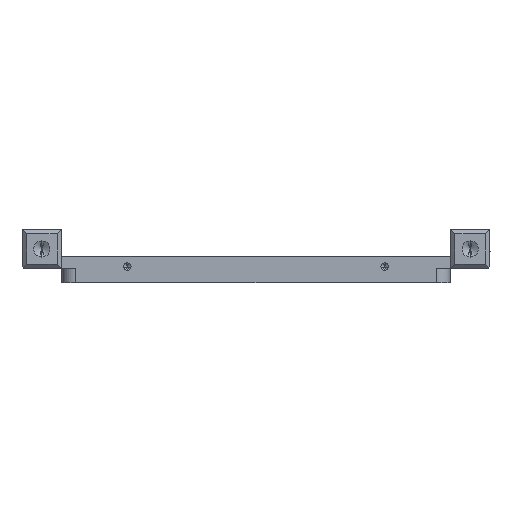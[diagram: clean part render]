
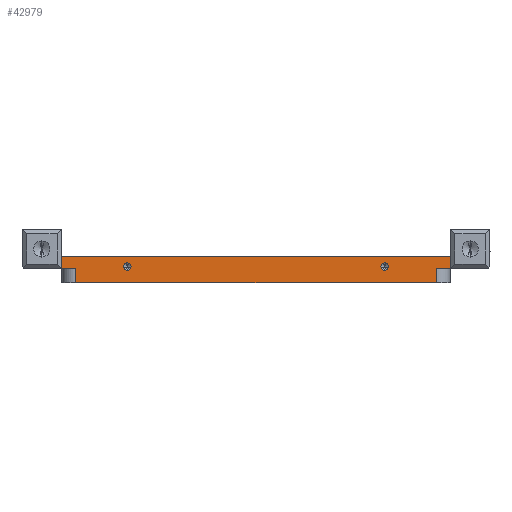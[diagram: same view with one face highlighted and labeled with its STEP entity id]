
A CAD part, front view. The second image highlights one B-rep face of the part: STEP entity #42979.
In plain terms, the highlighted planar face has unit normal (0, -1, 0).
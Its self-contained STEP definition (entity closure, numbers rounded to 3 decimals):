
#49 = EDGE_LOOP ( 'NONE', ( #30125, #9466, #39188, #34324, #7109, #22124, #354, #19525 ) ) ;
#338 = CIRCLE ( 'NONE', #34034, 0.8 ) ;
#354 = ORIENTED_EDGE ( 'NONE', *, *, #21065, .F. ) ;
#449 = DIRECTION ( 'NONE',  ( -1., 0., 0. ) ) ;
#496 = CARTESIAN_POINT ( 'NONE',  ( -41.5, -107., 2.6 ) ) ;
#881 = CARTESIAN_POINT ( 'NONE',  ( -27.5, -107., -0.3 ) ) ;
#883 = CARTESIAN_POINT ( 'NONE',  ( 27.5, -107., -0.3 ) ) ;
#1232 = EDGE_LOOP ( 'NONE', ( #40523, #32237 ) ) ;
#1410 = VERTEX_POINT ( 'NONE', #15082 ) ;
#1879 = CARTESIAN_POINT ( 'NONE',  ( 27.5, -107., 0.5 ) ) ;
#2237 = AXIS2_PLACEMENT_3D ( 'NONE', #4666, #30749, #34554 ) ;
#2303 = CIRCLE ( 'NONE', #22188, 0.8 ) ;
#2376 = VECTOR ( 'NONE', #18211, 1000. ) ;
#2945 = EDGE_CURVE ( 'NONE', #25604, #40460, #338, .T. ) ;
#4302 = VECTOR ( 'NONE', #40093, 1000. ) ;
#4384 = CARTESIAN_POINT ( 'NONE',  ( 38.5, -107., 0. ) ) ;
#4666 = CARTESIAN_POINT ( 'NONE',  ( -27.5, -107., 0.5 ) ) ;
#4727 = AXIS2_PLACEMENT_3D ( 'NONE', #8367, #7935, #37821 ) ;
#5347 = CARTESIAN_POINT ( 'NONE',  ( -27.5, -107., 1.3 ) ) ;
#5408 = EDGE_CURVE ( 'NONE', #21640, #19082, #17759, .T. ) ;
#6633 = AXIS2_PLACEMENT_3D ( 'NONE', #14069, #30909, #27416 ) ;
#6892 = VECTOR ( 'NONE', #36843, 1000. ) ;
#7109 = ORIENTED_EDGE ( 'NONE', *, *, #28761, .F. ) ;
#7192 = CARTESIAN_POINT ( 'NONE',  ( -41.5, -107., 0. ) ) ;
#7452 = VECTOR ( 'NONE', #20148, 1000. ) ;
#7935 = DIRECTION ( 'NONE',  ( 0., -1., 0. ) ) ;
#8174 = CIRCLE ( 'NONE', #6633, 0.8 ) ;
#8367 = CARTESIAN_POINT ( 'NONE',  ( 0., -107., 2.6 ) ) ;
#9466 = ORIENTED_EDGE ( 'NONE', *, *, #9700, .F. ) ;
#9700 = EDGE_CURVE ( 'NONE', #21640, #1410, #16725, .T. ) ;
#9968 = DIRECTION ( 'NONE',  ( 0., 0., 1. ) ) ;
#10441 = VECTOR ( 'NONE', #28433, 1000. ) ;
#11074 = LINE ( 'NONE', #19679, #38064 ) ;
#12549 = DIRECTION ( 'NONE',  ( 0., 0., -1. ) ) ;
#13385 = CARTESIAN_POINT ( 'NONE',  ( 27.5, -107., 1.3 ) ) ;
#13745 = CARTESIAN_POINT ( 'NONE',  ( 41.5, -107., 2.6 ) ) ;
#14069 = CARTESIAN_POINT ( 'NONE',  ( 27.5, -107., 0.5 ) ) ;
#14271 = LINE ( 'NONE', #41430, #2376 ) ;
#14752 = VERTEX_POINT ( 'NONE', #881 ) ;
#14774 = DIRECTION ( 'NONE',  ( 0., -1., 0. ) ) ;
#15082 = CARTESIAN_POINT ( 'NONE',  ( 41.5, -107., 0. ) ) ;
#15196 = EDGE_CURVE ( 'NONE', #19082, #24926, #20306, .T. ) ;
#15799 = LINE ( 'NONE', #25835, #7452 ) ;
#16725 = LINE ( 'NONE', #26311, #4302 ) ;
#17759 = LINE ( 'NONE', #18752, #33348 ) ;
#18211 = DIRECTION ( 'NONE',  ( -1., 0., 0. ) ) ;
#18395 = EDGE_CURVE ( 'NONE', #21045, #40578, #11074, .T. ) ;
#18752 = CARTESIAN_POINT ( 'NONE',  ( 0., -107., 2.6 ) ) ;
#19069 = CARTESIAN_POINT ( 'NONE',  ( -27.5, -107., 0.5 ) ) ;
#19082 = VERTEX_POINT ( 'NONE', #496 ) ;
#19182 = DIRECTION ( 'NONE',  ( -1., 0., 0. ) ) ;
#19525 = ORIENTED_EDGE ( 'NONE', *, *, #18395, .T. ) ;
#19679 = CARTESIAN_POINT ( 'NONE',  ( 38.5, -107., -3. ) ) ;
#20148 = DIRECTION ( 'NONE',  ( 0., 0., 1. ) ) ;
#20284 = CARTESIAN_POINT ( 'NONE',  ( 0., -107., -3. ) ) ;
#20306 = LINE ( 'NONE', #38463, #10441 ) ;
#20556 = ORIENTED_EDGE ( 'NONE', *, *, #40570, .F. ) ;
#21045 = VERTEX_POINT ( 'NONE', #23617 ) ;
#21065 = EDGE_CURVE ( 'NONE', #21045, #30979, #22465, .T. ) ;
#21080 = VERTEX_POINT ( 'NONE', #30011 ) ;
#21640 = VERTEX_POINT ( 'NONE', #13745 ) ;
#22124 = ORIENTED_EDGE ( 'NONE', *, *, #30084, .F. ) ;
#22188 = AXIS2_PLACEMENT_3D ( 'NONE', #19069, #42298, #12549 ) ;
#22465 = LINE ( 'NONE', #20284, #6892 ) ;
#23617 = CARTESIAN_POINT ( 'NONE',  ( 38.5, -107., -3. ) ) ;
#23770 = LINE ( 'NONE', #24031, #25325 ) ;
#24031 = CARTESIAN_POINT ( 'NONE',  ( 0., -107., 0. ) ) ;
#24192 = CIRCLE ( 'NONE', #2237, 0.8 ) ;
#24400 = FACE_BOUND ( 'NONE', #1232, .T. ) ;
#24926 = VERTEX_POINT ( 'NONE', #7192 ) ;
#25325 = VECTOR ( 'NONE', #449, 1000. ) ;
#25604 = VERTEX_POINT ( 'NONE', #883 ) ;
#25835 = CARTESIAN_POINT ( 'NONE',  ( -38.5, -107., -3. ) ) ;
#26311 = CARTESIAN_POINT ( 'NONE',  ( 41.5, -107., 2.6 ) ) ;
#27416 = DIRECTION ( 'NONE',  ( 0., 0., -1. ) ) ;
#28433 = DIRECTION ( 'NONE',  ( 0., 0., -1. ) ) ;
#28761 = EDGE_CURVE ( 'NONE', #21080, #24926, #23770, .T. ) ;
#30011 = CARTESIAN_POINT ( 'NONE',  ( -38.5, -107., 0. ) ) ;
#30084 = EDGE_CURVE ( 'NONE', #30979, #21080, #15799, .T. ) ;
#30125 = ORIENTED_EDGE ( 'NONE', *, *, #33817, .F. ) ;
#30547 = EDGE_CURVE ( 'NONE', #14752, #41957, #2303, .T. ) ;
#30749 = DIRECTION ( 'NONE',  ( 0., -1., 0. ) ) ;
#30909 = DIRECTION ( 'NONE',  ( 0., -1., 0. ) ) ;
#30979 = VERTEX_POINT ( 'NONE', #37298 ) ;
#32237 = ORIENTED_EDGE ( 'NONE', *, *, #32801, .F. ) ;
#32801 = EDGE_CURVE ( 'NONE', #41957, #14752, #24192, .T. ) ;
#33239 = FACE_OUTER_BOUND ( 'NONE', #49, .T. ) ;
#33348 = VECTOR ( 'NONE', #19182, 1000. ) ;
#33817 = EDGE_CURVE ( 'NONE', #1410, #40578, #14271, .T. ) ;
#34034 = AXIS2_PLACEMENT_3D ( 'NONE', #1879, #14774, #41475 ) ;
#34324 = ORIENTED_EDGE ( 'NONE', *, *, #15196, .T. ) ;
#34554 = DIRECTION ( 'NONE',  ( 0., 0., -1. ) ) ;
#34785 = ORIENTED_EDGE ( 'NONE', *, *, #2945, .F. ) ;
#34943 = PLANE ( 'NONE',  #4727 ) ;
#36843 = DIRECTION ( 'NONE',  ( -1., 0., 0. ) ) ;
#37298 = CARTESIAN_POINT ( 'NONE',  ( -38.5, -107., -3. ) ) ;
#37821 = DIRECTION ( 'NONE',  ( 1., 0., 0. ) ) ;
#38064 = VECTOR ( 'NONE', #9968, 1000. ) ;
#38463 = CARTESIAN_POINT ( 'NONE',  ( -41.5, -107., 2.6 ) ) ;
#39188 = ORIENTED_EDGE ( 'NONE', *, *, #5408, .T. ) ;
#40093 = DIRECTION ( 'NONE',  ( 0., 0., -1. ) ) ;
#40460 = VERTEX_POINT ( 'NONE', #13385 ) ;
#40523 = ORIENTED_EDGE ( 'NONE', *, *, #30547, .F. ) ;
#40570 = EDGE_CURVE ( 'NONE', #40460, #25604, #8174, .T. ) ;
#40578 = VERTEX_POINT ( 'NONE', #4384 ) ;
#40895 = EDGE_LOOP ( 'NONE', ( #34785, #20556 ) ) ;
#41430 = CARTESIAN_POINT ( 'NONE',  ( 0., -107., 0. ) ) ;
#41475 = DIRECTION ( 'NONE',  ( 0., 0., -1. ) ) ;
#41957 = VERTEX_POINT ( 'NONE', #5347 ) ;
#42085 = FACE_BOUND ( 'NONE', #40895, .T. ) ;
#42298 = DIRECTION ( 'NONE',  ( 0., -1., 0. ) ) ;
#42979 = ADVANCED_FACE ( 'NONE', ( #24400, #42085, #33239 ), #34943, .T. ) ;
